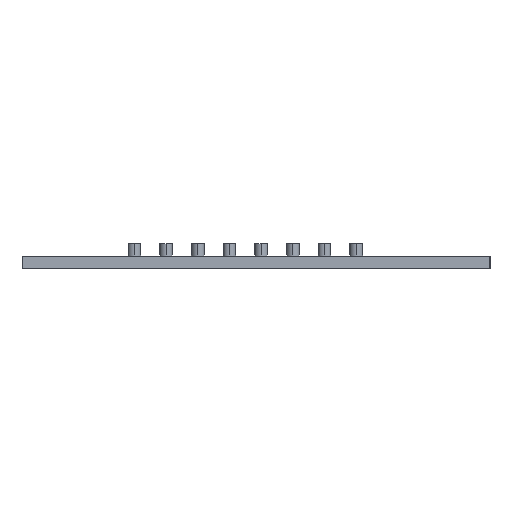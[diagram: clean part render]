
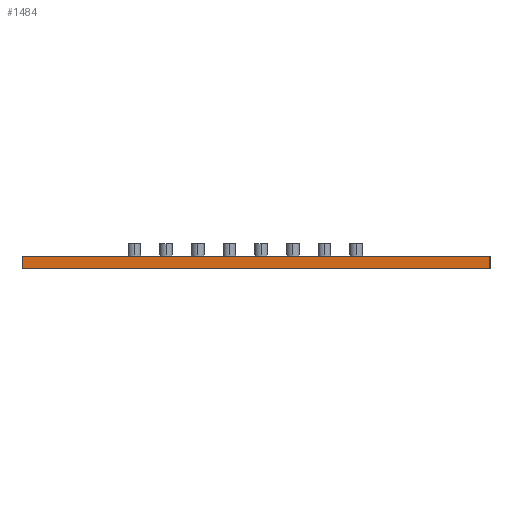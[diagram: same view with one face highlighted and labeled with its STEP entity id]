
A CAD part, left-side view. The second image highlights one B-rep face of the part: STEP entity #1484.
In plain terms, the highlighted planar face has unit normal (-1, 0, 0).
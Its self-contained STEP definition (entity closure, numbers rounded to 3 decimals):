
#144 = DIRECTION ( 'NONE',  ( 0., -1., 0. ) ) ;
#384 = VERTEX_POINT ( 'NONE', #1747 ) ;
#588 = LINE ( 'NONE', #1771, #2650 ) ;
#693 = CARTESIAN_POINT ( 'NONE',  ( -31.679, 0., -1. ) ) ;
#703 = EDGE_CURVE ( 'NONE', #3250, #2878, #3334, .T. ) ;
#1007 = EDGE_CURVE ( 'NONE', #2576, #2878, #588, .T. ) ;
#1040 = VECTOR ( 'NONE', #144, 1000. ) ;
#1078 = DIRECTION ( 'NONE',  ( 0., -1., 0. ) ) ;
#1163 = VECTOR ( 'NONE', #1078, 1000. ) ;
#1433 = CARTESIAN_POINT ( 'NONE',  ( -31.679, 1.168, 0. ) ) ;
#1484 = ADVANCED_FACE ( 'NONE', ( #1856 ), #1624, .T. ) ;
#1486 = VECTOR ( 'NONE', #3537, 1000. ) ;
#1624 = PLANE ( 'NONE',  #3655 ) ;
#1747 = CARTESIAN_POINT ( 'NONE',  ( -31.679, 1.168, -1. ) ) ;
#1755 = LINE ( 'NONE', #3555, #1486 ) ;
#1771 = CARTESIAN_POINT ( 'NONE',  ( -31.679, -36.332, -1. ) ) ;
#1856 = FACE_OUTER_BOUND ( 'NONE', #3470, .T. ) ;
#2172 = CARTESIAN_POINT ( 'NONE',  ( -31.679, 0., 0. ) ) ;
#2183 = DIRECTION ( 'NONE',  ( 0., -1., 0. ) ) ;
#2185 = CARTESIAN_POINT ( 'NONE',  ( -31.679, -36.332, 0. ) ) ;
#2277 = ORIENTED_EDGE ( 'NONE', *, *, #1007, .T. ) ;
#2387 = ORIENTED_EDGE ( 'NONE', *, *, #3563, .F. ) ;
#2509 = CARTESIAN_POINT ( 'NONE',  ( -31.679, -36.332, -1. ) ) ;
#2576 = VERTEX_POINT ( 'NONE', #2509 ) ;
#2580 = ORIENTED_EDGE ( 'NONE', *, *, #703, .F. ) ;
#2604 = EDGE_CURVE ( 'NONE', #384, #2576, #3440, .T. ) ;
#2650 = VECTOR ( 'NONE', #2948, 1000. ) ;
#2818 = CARTESIAN_POINT ( 'NONE',  ( -31.679, 0., -1. ) ) ;
#2878 = VERTEX_POINT ( 'NONE', #2185 ) ;
#2948 = DIRECTION ( 'NONE',  ( 0., 0., 1. ) ) ;
#3250 = VERTEX_POINT ( 'NONE', #1433 ) ;
#3334 = LINE ( 'NONE', #2172, #1040 ) ;
#3440 = LINE ( 'NONE', #2818, #1163 ) ;
#3470 = EDGE_LOOP ( 'NONE', ( #2580, #2387, #3770, #2277 ) ) ;
#3537 = DIRECTION ( 'NONE',  ( 0., 0., 1. ) ) ;
#3555 = CARTESIAN_POINT ( 'NONE',  ( -31.679, 1.168, -1. ) ) ;
#3563 = EDGE_CURVE ( 'NONE', #384, #3250, #1755, .T. ) ;
#3648 = DIRECTION ( 'NONE',  ( -1., 0., 0. ) ) ;
#3655 = AXIS2_PLACEMENT_3D ( 'NONE', #693, #3648, #2183 ) ;
#3770 = ORIENTED_EDGE ( 'NONE', *, *, #2604, .T. ) ;
